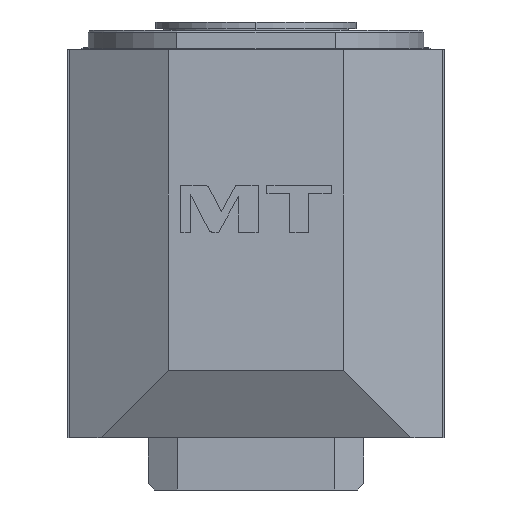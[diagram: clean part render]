
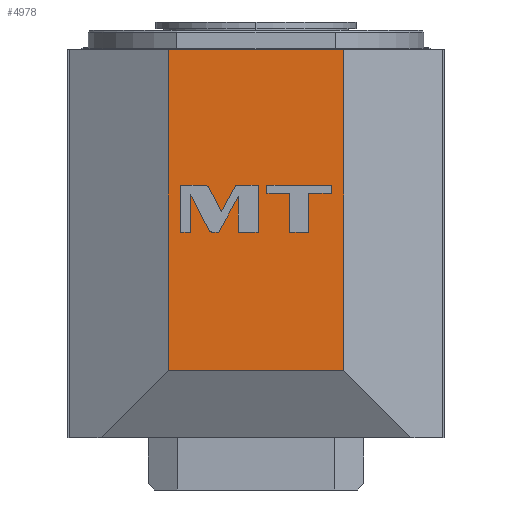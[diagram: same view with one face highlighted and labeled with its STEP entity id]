
A CAD part, left-side view. The second image highlights one B-rep face of the part: STEP entity #4978.
In plain terms, the highlighted planar face has unit normal (-1, 0, 0).
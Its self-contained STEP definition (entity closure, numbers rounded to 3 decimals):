
#914=DIRECTION('',(0.,1.,0.));
#915=VECTOR('',#914,52.);
#916=CARTESIAN_POINT('',(-106.,-26.,-40.));
#917=LINE('',#916,#915);
#918=DIRECTION('',(0.,0.,1.));
#919=VECTOR('',#918,95.3);
#920=CARTESIAN_POINT('',(-106.,26.,-40.));
#921=LINE('',#920,#919);
#922=DIRECTION('',(0.,-1.,0.));
#923=VECTOR('',#922,52.);
#924=CARTESIAN_POINT('',(-106.,26.,55.3));
#925=LINE('',#924,#923);
#926=DIRECTION('',(0.,0.,1.));
#927=VECTOR('',#926,95.3);
#928=CARTESIAN_POINT('',(-106.,-26.,-40.));
#929=LINE('',#928,#927);
#930=CARTESIAN_POINT('',(-106.,13.841,14.089));
#931=CARTESIAN_POINT('',(-106.,14.131,14.651));
#932=CARTESIAN_POINT('',(-106.,14.705,15.));
#933=CARTESIAN_POINT('',(-106.,15.337,15.));
#935=DIRECTION('',(0.,1.,0.));
#936=VECTOR('',#935,7.038);
#937=CARTESIAN_POINT('',(-106.,15.337,15.));
#938=LINE('',#937,#936);
#939=DIRECTION('',(0.,0.,-1.));
#940=VECTOR('',#939,14.);
#941=CARTESIAN_POINT('',(-106.,22.375,15.));
#942=LINE('',#941,#940);
#943=DIRECTION('',(0.,-1.,0.));
#944=VECTOR('',#943,2.912);
#945=CARTESIAN_POINT('',(-106.,22.375,1.));
#946=LINE('',#945,#944);
#947=DIRECTION('',(0.,0.,1.));
#948=VECTOR('',#947,11.341);
#949=CARTESIAN_POINT('',(-106.,19.463,1.));
#950=LINE('',#949,#948);
#951=DIRECTION('',(0.,-0.459,-0.888));
#952=VECTOR('',#951,11.742);
#953=CARTESIAN_POINT('',(-106.,19.463,12.341));
#954=LINE('',#953,#952);
#955=CARTESIAN_POINT('',(-106.,14.07,1.911));
#956=CARTESIAN_POINT('',(-106.,13.779,1.348));
#957=CARTESIAN_POINT('',(-106.,13.204,1.));
#958=CARTESIAN_POINT('',(-106.,12.57,1.));
#960=DIRECTION('',(0.,-1.,0.));
#961=VECTOR('',#960,1.46);
#962=CARTESIAN_POINT('',(-106.,12.57,1.));
#963=LINE('',#962,#961);
#964=DIRECTION('',(0.,-0.481,0.877));
#965=VECTOR('',#964,12.147);
#966=CARTESIAN_POINT('',(-106.,11.11,1.));
#967=LINE('',#966,#965);
#968=DIRECTION('',(0.,0.,-1.));
#969=VECTOR('',#968,10.648);
#970=CARTESIAN_POINT('',(-106.,5.265,11.648));
#971=LINE('',#970,#969);
#972=DIRECTION('',(0.,-1.,0.));
#973=VECTOR('',#972,5.891);
#974=CARTESIAN_POINT('',(-106.,5.265,1.));
#975=LINE('',#974,#973);
#976=DIRECTION('',(0.,0.,1.));
#977=VECTOR('',#976,14.);
#978=CARTESIAN_POINT('',(-106.,-0.626,1.));
#979=LINE('',#978,#977);
#980=DIRECTION('',(0.,1.,0.));
#981=VECTOR('',#980,6.642);
#982=CARTESIAN_POINT('',(-106.,-0.626,15.));
#983=LINE('',#982,#981);
#984=DIRECTION('',(0.,0.481,-0.877));
#985=VECTOR('',#984,8.878);
#986=CARTESIAN_POINT('',(-106.,6.016,15.));
#987=LINE('',#986,#985);
#988=DIRECTION('',(0.,0.459,0.888));
#989=VECTOR('',#988,7.735);
#990=CARTESIAN_POINT('',(-106.,10.288,7.218));
#991=LINE('',#990,#989);
#992=DIRECTION('',(0.,0.,-1.));
#993=VECTOR('',#992,11.616);
#994=CARTESIAN_POINT('',(-106.,-10.041,12.616));
#995=LINE('',#994,#993);
#996=DIRECTION('',(0.,-1.,0.));
#997=VECTOR('',#996,5.546);
#998=CARTESIAN_POINT('',(-106.,-10.041,1.));
#999=LINE('',#998,#997);
#1000=DIRECTION('',(0.,0.,1.));
#1001=VECTOR('',#1000,11.616);
#1002=CARTESIAN_POINT('',(-106.,-15.587,1.));
#1003=LINE('',#1002,#1001);
#1004=DIRECTION('',(0.,-1.,0.));
#1005=VECTOR('',#1004,6.787);
#1006=CARTESIAN_POINT('',(-106.,-15.587,12.616));
#1007=LINE('',#1006,#1005);
#1008=DIRECTION('',(0.,0.,1.));
#1009=VECTOR('',#1008,2.384);
#1010=CARTESIAN_POINT('',(-106.,-22.374,12.616));
#1011=LINE('',#1010,#1009);
#1012=DIRECTION('',(0.,1.,0.));
#1013=VECTOR('',#1012,19.12);
#1014=CARTESIAN_POINT('',(-106.,-22.374,15.));
#1015=LINE('',#1014,#1013);
#1016=DIRECTION('',(0.,0.,-1.));
#1017=VECTOR('',#1016,2.384);
#1018=CARTESIAN_POINT('',(-106.,-3.254,15.));
#1019=LINE('',#1018,#1017);
#1020=DIRECTION('',(0.,-1.,0.));
#1021=VECTOR('',#1020,6.787);
#1022=CARTESIAN_POINT('',(-106.,-3.254,12.616));
#1023=LINE('',#1022,#1021);
#3249=CARTESIAN_POINT('',(-106.,26.,55.3));
#3251=VERTEX_POINT('',#3249);
#3253=CARTESIAN_POINT('',(-106.,-26.,55.3));
#3255=VERTEX_POINT('',#3253);
#3336=CARTESIAN_POINT('',(-106.,-26.,-40.));
#3337=CARTESIAN_POINT('',(-106.,26.,-40.));
#3338=VERTEX_POINT('',#3336);
#3339=VERTEX_POINT('',#3337);
#3658=CARTESIAN_POINT('',(-106.,13.841,14.089));
#3659=VERTEX_POINT('',#3658);
#3660=CARTESIAN_POINT('',(-106.,15.337,15.));
#3661=VERTEX_POINT('',#3660);
#3662=CARTESIAN_POINT('',(-106.,22.375,15.));
#3663=VERTEX_POINT('',#3662);
#3664=CARTESIAN_POINT('',(-106.,22.375,1.));
#3665=VERTEX_POINT('',#3664);
#3666=CARTESIAN_POINT('',(-106.,19.463,1.));
#3667=VERTEX_POINT('',#3666);
#3668=CARTESIAN_POINT('',(-106.,19.463,12.341));
#3669=VERTEX_POINT('',#3668);
#3670=CARTESIAN_POINT('',(-106.,14.07,1.911));
#3671=VERTEX_POINT('',#3670);
#3672=CARTESIAN_POINT('',(-106.,12.57,1.));
#3673=VERTEX_POINT('',#3672);
#3674=CARTESIAN_POINT('',(-106.,11.11,1.));
#3675=VERTEX_POINT('',#3674);
#3676=CARTESIAN_POINT('',(-106.,5.265,11.648));
#3677=VERTEX_POINT('',#3676);
#3678=CARTESIAN_POINT('',(-106.,5.265,1.));
#3679=VERTEX_POINT('',#3678);
#3680=CARTESIAN_POINT('',(-106.,-0.626,1.));
#3681=VERTEX_POINT('',#3680);
#3682=CARTESIAN_POINT('',(-106.,-0.626,15.));
#3683=VERTEX_POINT('',#3682);
#3684=CARTESIAN_POINT('',(-106.,6.016,15.));
#3685=VERTEX_POINT('',#3684);
#3686=CARTESIAN_POINT('',(-106.,10.288,7.218));
#3687=VERTEX_POINT('',#3686);
#3688=CARTESIAN_POINT('',(-106.,-10.041,12.616));
#3689=VERTEX_POINT('',#3688);
#3690=CARTESIAN_POINT('',(-106.,-10.041,1.));
#3691=VERTEX_POINT('',#3690);
#3692=CARTESIAN_POINT('',(-106.,-15.587,1.));
#3693=VERTEX_POINT('',#3692);
#3694=CARTESIAN_POINT('',(-106.,-15.587,12.616));
#3695=VERTEX_POINT('',#3694);
#3696=CARTESIAN_POINT('',(-106.,-22.374,12.616));
#3697=VERTEX_POINT('',#3696);
#3698=CARTESIAN_POINT('',(-106.,-22.374,15.));
#3699=VERTEX_POINT('',#3698);
#3700=CARTESIAN_POINT('',(-106.,-3.254,15.));
#3701=VERTEX_POINT('',#3700);
#3702=CARTESIAN_POINT('',(-106.,-3.254,12.616));
#3703=VERTEX_POINT('',#3702);
#4917=CARTESIAN_POINT('',(-106.,0.,0.));
#4918=DIRECTION('',(1.,0.,0.));
#4919=DIRECTION('',(0.,1.,0.));
#4920=AXIS2_PLACEMENT_3D('',#4917,#4918,#4919);
#4921=PLANE('',#4920);
#4922=ORIENTED_EDGE('',*,*,#4872,.T.);
#4923=ORIENTED_EDGE('',*,*,#4887,.T.);
#4924=ORIENTED_EDGE('',*,*,#3867,.T.);
#4925=ORIENTED_EDGE('',*,*,#4855,.F.);
#4926=EDGE_LOOP('',(#4922,#4923,#4924,#4925));
#4927=FACE_OUTER_BOUND('',#4926,.F.);
#4929=ORIENTED_EDGE('',*,*,#4928,.T.);
#4931=ORIENTED_EDGE('',*,*,#4930,.T.);
#4933=ORIENTED_EDGE('',*,*,#4932,.T.);
#4935=ORIENTED_EDGE('',*,*,#4934,.T.);
#4937=ORIENTED_EDGE('',*,*,#4936,.T.);
#4939=ORIENTED_EDGE('',*,*,#4938,.T.);
#4941=ORIENTED_EDGE('',*,*,#4940,.T.);
#4943=ORIENTED_EDGE('',*,*,#4942,.T.);
#4945=ORIENTED_EDGE('',*,*,#4944,.T.);
#4947=ORIENTED_EDGE('',*,*,#4946,.T.);
#4949=ORIENTED_EDGE('',*,*,#4948,.T.);
#4951=ORIENTED_EDGE('',*,*,#4950,.T.);
#4953=ORIENTED_EDGE('',*,*,#4952,.T.);
#4955=ORIENTED_EDGE('',*,*,#4954,.T.);
#4957=ORIENTED_EDGE('',*,*,#4956,.T.);
#4958=EDGE_LOOP('',(#4929,#4931,#4933,#4935,#4937,#4939,#4941,#4943,#4945,#4947,
#4949,#4951,#4953,#4955,#4957));
#4959=FACE_BOUND('',#4958,.F.);
#4961=ORIENTED_EDGE('',*,*,#4960,.T.);
#4963=ORIENTED_EDGE('',*,*,#4962,.T.);
#4965=ORIENTED_EDGE('',*,*,#4964,.T.);
#4967=ORIENTED_EDGE('',*,*,#4966,.T.);
#4969=ORIENTED_EDGE('',*,*,#4968,.T.);
#4971=ORIENTED_EDGE('',*,*,#4970,.T.);
#4973=ORIENTED_EDGE('',*,*,#4972,.T.);
#4975=ORIENTED_EDGE('',*,*,#4974,.T.);
#4976=EDGE_LOOP('',(#4961,#4963,#4965,#4967,#4969,#4971,#4973,#4975));
#4977=FACE_BOUND('',#4976,.F.);
#4978=ADVANCED_FACE('',(#4927,#4959,#4977),#4921,.F.);
#934=B_SPLINE_CURVE_WITH_KNOTS('',3,(#930,#931,#932,#933),.UNSPECIFIED.,.F.,.F.,
(4,4),(0.,1.),.UNSPECIFIED.);
#959=B_SPLINE_CURVE_WITH_KNOTS('',3,(#955,#956,#957,#958),.UNSPECIFIED.,.F.,.F.,
(4,4),(0.,1.),.UNSPECIFIED.);
#3867=EDGE_CURVE('',#3251,#3255,#925,.T.);
#4855=EDGE_CURVE('',#3338,#3255,#929,.T.);
#4872=EDGE_CURVE('',#3338,#3339,#917,.T.);
#4887=EDGE_CURVE('',#3339,#3251,#921,.T.);
#4928=EDGE_CURVE('',#3659,#3661,#934,.T.);
#4930=EDGE_CURVE('',#3661,#3663,#938,.T.);
#4932=EDGE_CURVE('',#3663,#3665,#942,.T.);
#4934=EDGE_CURVE('',#3665,#3667,#946,.T.);
#4936=EDGE_CURVE('',#3667,#3669,#950,.T.);
#4938=EDGE_CURVE('',#3669,#3671,#954,.T.);
#4940=EDGE_CURVE('',#3671,#3673,#959,.T.);
#4942=EDGE_CURVE('',#3673,#3675,#963,.T.);
#4944=EDGE_CURVE('',#3675,#3677,#967,.T.);
#4946=EDGE_CURVE('',#3677,#3679,#971,.T.);
#4948=EDGE_CURVE('',#3679,#3681,#975,.T.);
#4950=EDGE_CURVE('',#3681,#3683,#979,.T.);
#4952=EDGE_CURVE('',#3683,#3685,#983,.T.);
#4954=EDGE_CURVE('',#3685,#3687,#987,.T.);
#4956=EDGE_CURVE('',#3687,#3659,#991,.T.);
#4960=EDGE_CURVE('',#3689,#3691,#995,.T.);
#4962=EDGE_CURVE('',#3691,#3693,#999,.T.);
#4964=EDGE_CURVE('',#3693,#3695,#1003,.T.);
#4966=EDGE_CURVE('',#3695,#3697,#1007,.T.);
#4968=EDGE_CURVE('',#3697,#3699,#1011,.T.);
#4970=EDGE_CURVE('',#3699,#3701,#1015,.T.);
#4972=EDGE_CURVE('',#3701,#3703,#1019,.T.);
#4974=EDGE_CURVE('',#3703,#3689,#1023,.T.);
